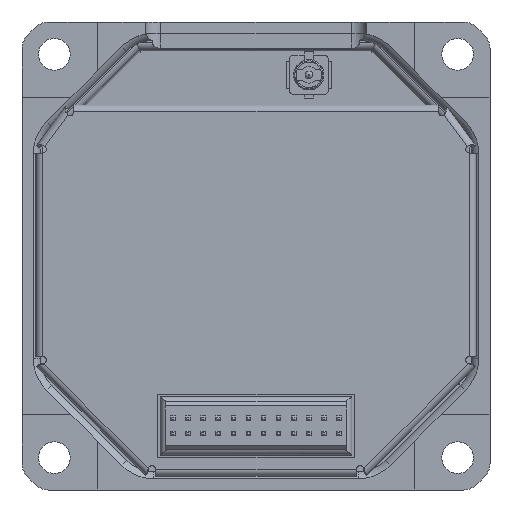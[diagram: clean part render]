
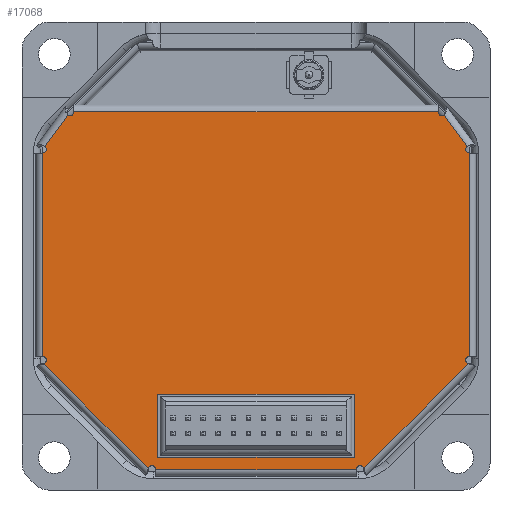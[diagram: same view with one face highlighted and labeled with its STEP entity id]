
A CAD part, front view. The second image highlights one B-rep face of the part: STEP entity #17068.
In plain terms, the highlighted planar face has unit normal (0, -1, 0).
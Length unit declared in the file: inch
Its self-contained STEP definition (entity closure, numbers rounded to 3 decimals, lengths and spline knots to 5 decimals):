
#181=FACE_BOUND('',#2811,.T.);
#873=PLANE('',#18231);
#1899=FACE_OUTER_BOUND('',#2810,.T.);
#2810=EDGE_LOOP('',(#15226,#15227,#15228,#15229,#15230,#15231,#15232,#15233,
#15234,#15235,#15236,#15237,#15238,#15239,#15240,#15241));
#2811=EDGE_LOOP('',(#15242,#15243,#15244,#15245));
#3057=CIRCLE('',#18194,0.01);
#3059=CIRCLE('',#18197,0.01);
#3061=CIRCLE('',#18200,0.01);
#3062=CIRCLE('',#18202,0.01);
#3065=CIRCLE('',#18206,0.01);
#3066=CIRCLE('',#18208,0.01);
#3070=CIRCLE('',#18232,0.01);
#3071=CIRCLE('',#18233,0.01);
#4973=LINE('',#27390,#6917);
#4975=LINE('',#27394,#6919);
#4979=LINE('',#27486,#6923);
#4981=LINE('',#27490,#6925);
#4985=LINE('',#27582,#6929);
#4987=LINE('',#27586,#6931);
#4993=LINE('',#27706,#6937);
#4997=LINE('',#27715,#6941);
#5000=LINE('',#27721,#6944);
#5003=LINE('',#27727,#6947);
#5005=LINE('',#27730,#6949);
#5007=LINE('',#27741,#6951);
#6917=VECTOR('',#22360,0.10075);
#6919=VECTOR('',#22366,0.53019);
#6923=VECTOR('',#22374,0.38553);
#6925=VECTOR('',#22380,0.52316);
#6929=VECTOR('',#22388,0.38553);
#6931=VECTOR('',#22394,0.53019);
#6937=VECTOR('',#22404,0.10075);
#6941=VECTOR('',#22410,0.16457);
#6944=VECTOR('',#22415,0.51181);
#6947=VECTOR('',#22420,0.16457);
#6949=VECTOR('',#22424,0.51181);
#6951=VECTOR('',#22436,0.95003);
#8310=VERTEX_POINT('',#27023);
#8313=VERTEX_POINT('',#27033);
#8322=VERTEX_POINT('',#27109);
#8325=VERTEX_POINT('',#27119);
#8334=VERTEX_POINT('',#27197);
#8337=VERTEX_POINT('',#27207);
#8343=VERTEX_POINT('',#27232);
#8346=VERTEX_POINT('',#27240);
#8348=VERTEX_POINT('',#27246);
#8349=VERTEX_POINT('',#27250);
#8354=VERTEX_POINT('',#27262);
#8355=VERTEX_POINT('',#27266);
#8360=VERTEX_POINT('',#27290);
#8375=VERTEX_POINT('',#27604);
#8382=VERTEX_POINT('',#27709);
#8384=VERTEX_POINT('',#27713);
#8386=VERTEX_POINT('',#27719);
#8388=VERTEX_POINT('',#27725);
#8391=VERTEX_POINT('',#27738);
#8392=VERTEX_POINT('',#27740);
#10580=EDGE_CURVE('',#8343,#8325,#3057,.T.);
#10585=EDGE_CURVE('',#8322,#8346,#3059,.T.);
#10588=EDGE_CURVE('',#8334,#8348,#3061,.T.);
#10589=EDGE_CURVE('',#8349,#8337,#3062,.T.);
#10596=EDGE_CURVE('',#8310,#8354,#3065,.T.);
#10597=EDGE_CURVE('',#8355,#8313,#3066,.T.);
#10615=EDGE_CURVE('',#8355,#8360,#4973,.T.);
#10617=EDGE_CURVE('',#8310,#8313,#4975,.T.);
#10629=EDGE_CURVE('',#8343,#8354,#4979,.T.);
#10631=EDGE_CURVE('',#8322,#8325,#4981,.T.);
#10643=EDGE_CURVE('',#8349,#8346,#4985,.T.);
#10645=EDGE_CURVE('',#8334,#8337,#4987,.T.);
#10661=EDGE_CURVE('',#8375,#8348,#4993,.T.);
#10665=EDGE_CURVE('',#8382,#8384,#4997,.T.);
#10668=EDGE_CURVE('',#8384,#8386,#5000,.T.);
#10671=EDGE_CURVE('',#8386,#8388,#5003,.T.);
#10673=EDGE_CURVE('',#8388,#8382,#5005,.T.);
#10677=EDGE_CURVE('',#8391,#8375,#3070,.T.);
#10678=EDGE_CURVE('',#8392,#8391,#5007,.T.);
#10679=EDGE_CURVE('',#8360,#8392,#3071,.T.);
#15226=ORIENTED_EDGE('',*,*,#10588,.T.);
#15227=ORIENTED_EDGE('',*,*,#10661,.F.);
#15228=ORIENTED_EDGE('',*,*,#10677,.F.);
#15229=ORIENTED_EDGE('',*,*,#10678,.F.);
#15230=ORIENTED_EDGE('',*,*,#10679,.F.);
#15231=ORIENTED_EDGE('',*,*,#10615,.F.);
#15232=ORIENTED_EDGE('',*,*,#10597,.T.);
#15233=ORIENTED_EDGE('',*,*,#10617,.F.);
#15234=ORIENTED_EDGE('',*,*,#10596,.T.);
#15235=ORIENTED_EDGE('',*,*,#10629,.F.);
#15236=ORIENTED_EDGE('',*,*,#10580,.T.);
#15237=ORIENTED_EDGE('',*,*,#10631,.F.);
#15238=ORIENTED_EDGE('',*,*,#10585,.T.);
#15239=ORIENTED_EDGE('',*,*,#10643,.F.);
#15240=ORIENTED_EDGE('',*,*,#10589,.T.);
#15241=ORIENTED_EDGE('',*,*,#10645,.F.);
#15242=ORIENTED_EDGE('',*,*,#10671,.T.);
#15243=ORIENTED_EDGE('',*,*,#10673,.T.);
#15244=ORIENTED_EDGE('',*,*,#10665,.T.);
#15245=ORIENTED_EDGE('',*,*,#10668,.T.);
#17068=ADVANCED_FACE('',(#1899,#181),#873,.F.);
#18194=AXIS2_PLACEMENT_3D('',#27233,#22310,#22311);
#18197=AXIS2_PLACEMENT_3D('',#27242,#22319,#22320);
#18200=AXIS2_PLACEMENT_3D('',#27248,#22326,#22327);
#18202=AXIS2_PLACEMENT_3D('',#27251,#22330,#22331);
#18206=AXIS2_PLACEMENT_3D('',#27264,#22342,#22343);
#18208=AXIS2_PLACEMENT_3D('',#27267,#22346,#22347);
#18231=AXIS2_PLACEMENT_3D('',#27737,#22432,#22433);
#18232=AXIS2_PLACEMENT_3D('',#27739,#22434,#22435);
#18233=AXIS2_PLACEMENT_3D('',#27742,#22437,#22438);
#22310=DIRECTION('center_axis',(0.,1.,0.));
#22311=DIRECTION('ref_axis',(-0.951,0.,0.311));
#22319=DIRECTION('center_axis',(0.,1.,0.));
#22320=DIRECTION('ref_axis',(-1.,0.,0.));
#22326=DIRECTION('center_axis',(0.,1.,0.));
#22327=DIRECTION('ref_axis',(0.,0.,
-1.));
#22330=DIRECTION('center_axis',(0.,1.,0.));
#22331=DIRECTION('ref_axis',(-0.311,0.,-0.951));
#22342=DIRECTION('center_axis',(0.,1.,0.));
#22343=DIRECTION('ref_axis',(0.,0.,
1.));
#22346=DIRECTION('center_axis',(0.,1.,0.));
#22347=DIRECTION('ref_axis',(0.595,0.,0.804));
#22360=DIRECTION('',(0.595,0.,0.804));
#22366=DIRECTION('',(0.,0.,1.));
#22374=DIRECTION('',(-0.707,0.,0.707));
#22380=DIRECTION('',(-1.,0.,0.));
#22388=DIRECTION('',(-0.707,0.,-0.707));
#22394=DIRECTION('',(0.,0.,-1.));
#22404=DIRECTION('',(0.595,0.,-0.804));
#22410=DIRECTION('',(0.,0.,-1.));
#22415=DIRECTION('',(-1.,0.,0.));
#22420=DIRECTION('',(0.,0.,1.));
#22424=DIRECTION('',(1.,0.,0.));
#22432=DIRECTION('center_axis',(0.,1.,0.));
#22433=DIRECTION('ref_axis',(0.,0.,
-1.));
#22434=DIRECTION('center_axis',(0.,-1.,0.));
#22435=DIRECTION('ref_axis',(-1.,0.,0.));
#22436=DIRECTION('',(1.,0.,0.));
#22437=DIRECTION('center_axis',(0.,-1.,0.));
#22438=DIRECTION('ref_axis',(-0.595,0.,-0.804));
#27023=CARTESIAN_POINT('',(-0.5568,0.02546,-0.26158));
#27033=CARTESIAN_POINT('',(-0.5568,0.02546,0.26861));
#27109=CARTESIAN_POINT('',(0.26158,0.02546,-0.5568));
#27119=CARTESIAN_POINT('',(-0.26158,0.02546,-0.5568));
#27197=CARTESIAN_POINT('',(0.5568,0.02546,0.26861));
#27207=CARTESIAN_POINT('',(0.5568,0.02546,-0.26158));
#27232=CARTESIAN_POINT('',(-0.28108,0.02546,-0.5537));
#27233=CARTESIAN_POINT('Origin',(-0.27158,0.02546,
-0.5568));
#27240=CARTESIAN_POINT('',(0.28108,0.02546,-0.5537));
#27242=CARTESIAN_POINT('Origin',(0.27158,0.02546,-0.5568));
#27246=CARTESIAN_POINT('',(0.55086,0.02546,0.28665));
#27248=CARTESIAN_POINT('Origin',(0.5568,0.02546,0.27861));
#27250=CARTESIAN_POINT('',(0.5537,0.02546,-0.28108));
#27251=CARTESIAN_POINT('Origin',(0.5568,0.02546,-0.27158));
#27262=CARTESIAN_POINT('',(-0.5537,0.02546,-0.28108));
#27264=CARTESIAN_POINT('Origin',(-0.5568,0.02546,-0.27158));
#27266=CARTESIAN_POINT('',(-0.55086,0.02546,0.28665));
#27267=CARTESIAN_POINT('Origin',(-0.5568,0.02546,
0.27861));
#27290=CARTESIAN_POINT('',(-0.49096,0.02546,0.36766));
#27390=CARTESIAN_POINT('',(-0.55086,0.02546,0.28665));
#27394=CARTESIAN_POINT('',(-0.5568,0.02546,-0.26158));
#27486=CARTESIAN_POINT('',(-0.28108,0.02546,-0.5537));
#27490=CARTESIAN_POINT('',(0.26158,0.02546,-0.5568));
#27582=CARTESIAN_POINT('',(0.5537,0.02546,-0.28108));
#27586=CARTESIAN_POINT('',(0.5568,0.02546,0.26861));
#27604=CARTESIAN_POINT('',(0.49096,0.02546,0.36766));
#27706=CARTESIAN_POINT('',(0.49096,0.02546,0.36766));
#27709=CARTESIAN_POINT('',(0.25591,0.02546,-0.36063));
#27713=CARTESIAN_POINT('',(0.25591,0.02546,-0.5252));
#27715=CARTESIAN_POINT('',(0.25591,0.02546,-0.36063));
#27719=CARTESIAN_POINT('',(-0.25591,0.02546,-0.5252));
#27721=CARTESIAN_POINT('',(0.25591,0.02546,-0.5252));
#27725=CARTESIAN_POINT('',(-0.25591,0.02546,-0.36063));
#27727=CARTESIAN_POINT('',(-0.25591,0.02546,-0.5252));
#27730=CARTESIAN_POINT('',(-0.25591,0.02546,-0.36063));
#27737=CARTESIAN_POINT('Origin',(0.5568,0.02546,-0.09055));
#27738=CARTESIAN_POINT('',(0.47502,0.02546,0.3757));
#27739=CARTESIAN_POINT('Origin',(0.48502,0.02546,0.3757));
#27740=CARTESIAN_POINT('',(-0.47502,0.02546,0.3757));
#27741=CARTESIAN_POINT('',(-0.47502,0.02546,0.3757));
#27742=CARTESIAN_POINT('Origin',(-0.48502,0.02546,
0.3757));
